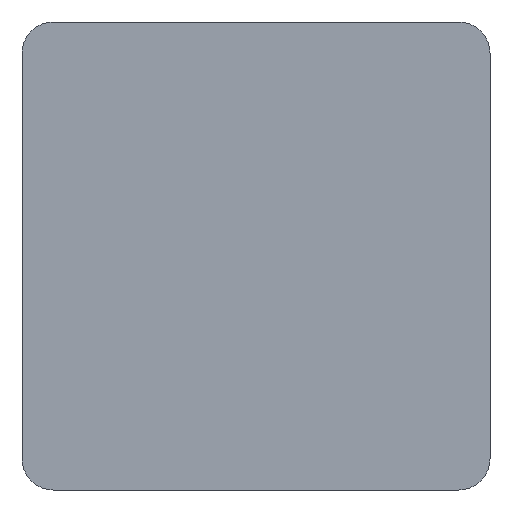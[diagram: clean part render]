
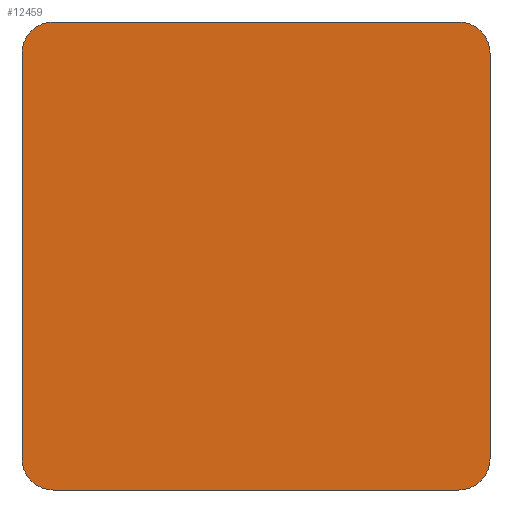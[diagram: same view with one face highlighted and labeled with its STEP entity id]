
A CAD part, left-side view. The second image highlights one B-rep face of the part: STEP entity #12459.
In plain terms, the highlighted face is planar.
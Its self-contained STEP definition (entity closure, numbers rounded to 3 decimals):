
#12384=CARTESIAN_POINT('',(15.,-26.,26.));
#12385=DIRECTION('',(1.,0.,0.));
#12386=DIRECTION('',(0.,0.,-1.));
#12387=AXIS2_PLACEMENT_3D('',#12384,#12385,#12386);
#12388=PLANE('',#12387);
#12389=CARTESIAN_POINT('',(15.,26.,30.));
#12390=VERTEX_POINT('',#12389);
#12391=CARTESIAN_POINT('',(15.,-26.,30.));
#12392=VERTEX_POINT('',#12391);
#12393=CARTESIAN_POINT('',(15.,26.,30.));
#12394=DIRECTION('',(0.,-1.,0.));
#12395=VECTOR('',#12394,52.);
#12396=LINE('',#12393,#12395);
#12397=EDGE_CURVE('',#12390,#12392,#12396,.T.);
#12398=ORIENTED_EDGE('',*,*,#12397,.T.);
#12399=CARTESIAN_POINT('',(15.,-30.,26.));
#12400=VERTEX_POINT('',#12399);
#12401=CARTESIAN_POINT('',(15.,-26.,26.));
#12402=DIRECTION('',(1.,0.,0.));
#12403=DIRECTION('',(0.,0.,-1.));
#12404=AXIS2_PLACEMENT_3D('',#12401,#12402,#12403);
#12405=CIRCLE('',#12404,4.);
#12406=EDGE_CURVE('',#12392,#12400,#12405,.T.);
#12407=ORIENTED_EDGE('',*,*,#12406,.T.);
#12408=CARTESIAN_POINT('',(15.,-30.,-26.));
#12409=VERTEX_POINT('',#12408);
#12410=CARTESIAN_POINT('',(15.,-30.,26.));
#12411=DIRECTION('',(0.,0.,-1.));
#12412=VECTOR('',#12411,52.);
#12413=LINE('',#12410,#12412);
#12414=EDGE_CURVE('',#12400,#12409,#12413,.T.);
#12415=ORIENTED_EDGE('',*,*,#12414,.T.);
#12416=CARTESIAN_POINT('',(15.,-26.,-30.));
#12417=VERTEX_POINT('',#12416);
#12418=CARTESIAN_POINT('',(15.,-26.,-26.));
#12419=DIRECTION('',(1.,0.,0.));
#12420=DIRECTION('',(0.,0.,-1.));
#12421=AXIS2_PLACEMENT_3D('',#12418,#12419,#12420);
#12422=CIRCLE('',#12421,4.);
#12423=EDGE_CURVE('',#12409,#12417,#12422,.T.);
#12424=ORIENTED_EDGE('',*,*,#12423,.T.);
#12425=CARTESIAN_POINT('',(15.,26.,-30.));
#12426=VERTEX_POINT('',#12425);
#12427=CARTESIAN_POINT('',(15.,-26.,-30.));
#12428=DIRECTION('',(0.,1.,0.));
#12429=VECTOR('',#12428,52.);
#12430=LINE('',#12427,#12429);
#12431=EDGE_CURVE('',#12417,#12426,#12430,.T.);
#12432=ORIENTED_EDGE('',*,*,#12431,.T.);
#12433=CARTESIAN_POINT('',(15.,30.,-26.));
#12434=VERTEX_POINT('',#12433);
#12435=CARTESIAN_POINT('',(15.,26.,-26.));
#12436=DIRECTION('',(1.,0.,0.));
#12437=DIRECTION('',(0.,0.,-1.));
#12438=AXIS2_PLACEMENT_3D('',#12435,#12436,#12437);
#12439=CIRCLE('',#12438,4.);
#12440=EDGE_CURVE('',#12426,#12434,#12439,.T.);
#12441=ORIENTED_EDGE('',*,*,#12440,.T.);
#12442=CARTESIAN_POINT('',(15.,30.,26.));
#12443=VERTEX_POINT('',#12442);
#12444=CARTESIAN_POINT('',(15.,30.,-26.));
#12445=DIRECTION('',(0.,0.,1.));
#12446=VECTOR('',#12445,52.);
#12447=LINE('',#12444,#12446);
#12448=EDGE_CURVE('',#12434,#12443,#12447,.T.);
#12449=ORIENTED_EDGE('',*,*,#12448,.T.);
#12450=CARTESIAN_POINT('',(15.,26.,26.));
#12451=DIRECTION('',(1.,0.,0.));
#12452=DIRECTION('',(0.,0.,-1.));
#12453=AXIS2_PLACEMENT_3D('',#12450,#12451,#12452);
#12454=CIRCLE('',#12453,4.);
#12455=EDGE_CURVE('',#12443,#12390,#12454,.T.);
#12456=ORIENTED_EDGE('',*,*,#12455,.T.);
#12457=EDGE_LOOP('',(#12398,#12407,#12415,#12424,#12432,#12441,#12449,#12456));
#12458=FACE_BOUND('',#12457,.T.);
#12459=ADVANCED_FACE('',(#12458),#12388,.T.);
